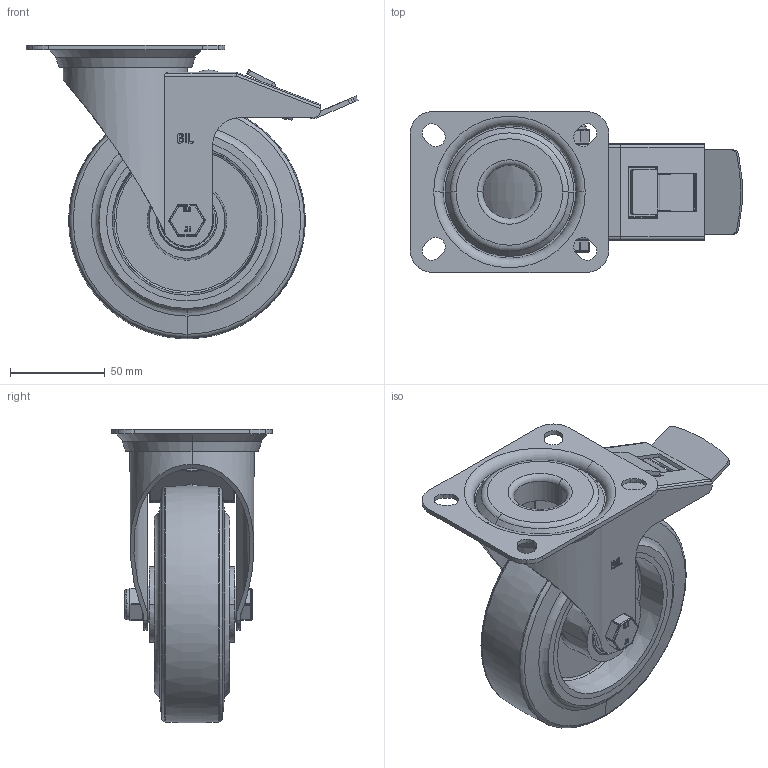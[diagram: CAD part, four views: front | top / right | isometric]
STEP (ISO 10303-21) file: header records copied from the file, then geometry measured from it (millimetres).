
FILE_DESCRIPTION(('STEP AP214'),'1');
FILE_NAME('BZMM125ERBJSWB.STEP','2022-08-04T15:00:08',(' '),(' '),'Spatial InterOp 3D',' ',' ');
FILE_SCHEMA(('AUTOMOTIVE_DESIGN { 1 0 10303 214 1 1 1 1 }'));
Length unit declared in the file: metre
Products named in the file (37): BZMM125ASSWB - 47; ZINC PLATED, PRESSED STEEL TOP PLATE; ZINC PLATED, PRESSED STEEL FORKS; BEARING SEAL; ZINC PLATED, PRESSED STEEL BRAKE PEDAL; ZINC PLATED, PRESSED STEEL BRAKE PEDAL Geometry; BRAKE BOLT; BRAKE PAD; BRAKE PAD Geometry; BOLT; NUT; BZMM125ERBJSWB; BZH125WERBJM15; 65 SHORE A RUBBER TYRE; ALUMINIUM RIM; ALUMINIUM RIM Geometry; BEARING SPACER; BALL BEARINGS; Component3; BEARING6002; STEEL; STEEL 1; STEEL 3; STEEL 2; RUBBER; TH15X1X10; ZINC PLATED HEADED SPACER; HEXBOLTM10X60Z8.8; GRADE 8.8 ZINC PLATED BOLT; NYLOC NUT; RUBBER2; NUT2; NYLOCM10Z
Assembly tree (58 placements, depth 5):
  BZMM125ERBJSWB
    BZMM125ASSWB - 47
      ZINC PLATED, PRESSED STEEL TOP PLATE
      ZINC PLATED, PRESSED STEEL FORKS
      BEARING SEAL
      ZINC PLATED, PRESSED STEEL BRAKE PEDAL
        ZINC PLATED, PRESSED STEEL BRAKE PEDAL Geometry
        BRAKE BOLT
      BRAKE PAD
        BRAKE PAD Geometry
        BOLT
        NUT
    BZH125WERBJM15
      65 SHORE A RUBBER TYRE
      ALUMINIUM RIM
        ALUMINIUM RIM Geometry
        BEARING SPACER
      BEARING6002
        BALL BEARINGS
          Component3  x9
        STEEL
          STEEL 1
          STEEL 3
          STEEL 2
        RUBBER
      BEARING6002
        BALL BEARINGS
          Component3  x9
        STEEL
          STEEL 1
          STEEL 3
          STEEL 2
        RUBBER
    TH15X1X10
      ZINC PLATED HEADED SPACER
    TH15X1X10
      ZINC PLATED HEADED SPACER
    HEXBOLTM10X60Z8.8
      GRADE 8.8 ZINC PLATED BOLT
    NYLOCM10Z
      NYLOC NUT
        RUBBER2
        NUT2
Bounding box: 175.28 x 85 x 154.96 mm (x, y, z)
Volume: 431676.1 mm3; surface area: 173919.3 mm2
Topology: 44 solids, 44 shells, 1638 faces, 4414 edges, 2866 vertices
Faces by surface type: plane 634, cylinder 450, extrusion 316, sphere 146, cone 48, torus 38, bspline 6
Entity records: 49448 total; most frequent: CARTESIAN_POINT 18211, ORIENTED_EDGE 6424, DIRECTION 6066, EDGE_CURVE 3212, AXIS2_PLACEMENT_3D 2149, VERTEX_POINT 2099, VECTOR 1768, LINE 1586
